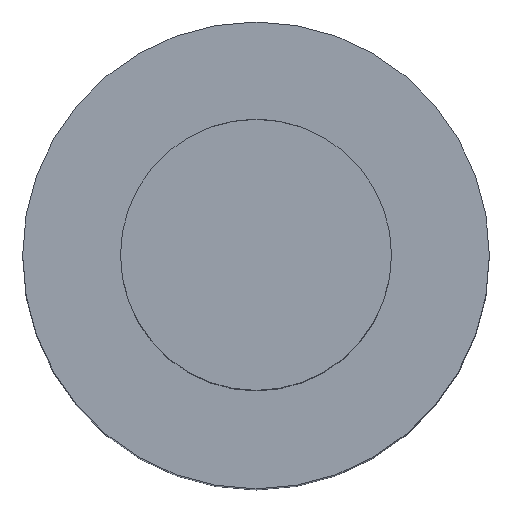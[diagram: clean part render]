
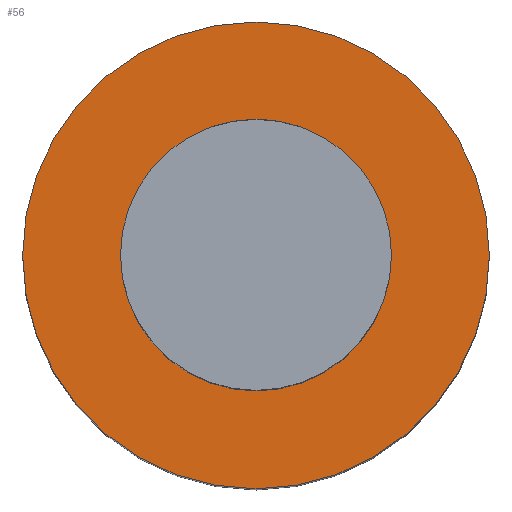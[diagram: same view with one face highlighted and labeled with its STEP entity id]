
A CAD part, top view. The second image highlights one B-rep face of the part: STEP entity #56.
In plain terms, the highlighted planar face has unit normal (0, 0, 1).
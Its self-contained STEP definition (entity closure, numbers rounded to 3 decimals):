
#51=EDGE_CURVE('240[2]',#130,#130,#131,.T.);
#56=ADVANCED_FACE('240[2]',(#137,#138),#139,.T.);
#89=EDGE_CURVE('240[2]',#187,#187,#188,.T.);
#130=VERTEX_POINT('',#230);
#131=CIRCLE('',#231,15.5);
#137=FACE_BOUND('',#239,.T.);
#138=FACE_OUTER_BOUND('',#240,.T.);
#139=PLANE('',#241);
#187=VERTEX_POINT('',#499);
#188=CIRCLE('',#500,9.0);
#230=CARTESIAN_POINT('',(0.,15.5,0.));
#231=AXIS2_PLACEMENT_3D('',#542,#543,#544);
#239=EDGE_LOOP('',(#549));
#240=EDGE_LOOP('',(#550));
#241=AXIS2_PLACEMENT_3D('',#551,#552,#553);
#499=CARTESIAN_POINT('',(9.0,0.0,0.0));
#500=AXIS2_PLACEMENT_3D('',#591,#592,#593);
#542=CARTESIAN_POINT('',(0.0,0.0,0.0));
#543=DIRECTION('',(0.,0.,-1.0));
#544=DIRECTION('',(0.,1.0,0.));
#549=ORIENTED_EDGE('',*,*,#89,.T.);
#550=ORIENTED_EDGE('',*,*,#51,.F.);
#551=CARTESIAN_POINT('',(0.,7.75,0.));
#552=DIRECTION('',(0.,0.,1.0));
#553=DIRECTION('',(1.0,0.,0.0));
#591=CARTESIAN_POINT('',(0.0,0.0,0.));
#592=DIRECTION('',(0.,0.,-1.0));
#593=DIRECTION('',(1.0,0.,0.));
